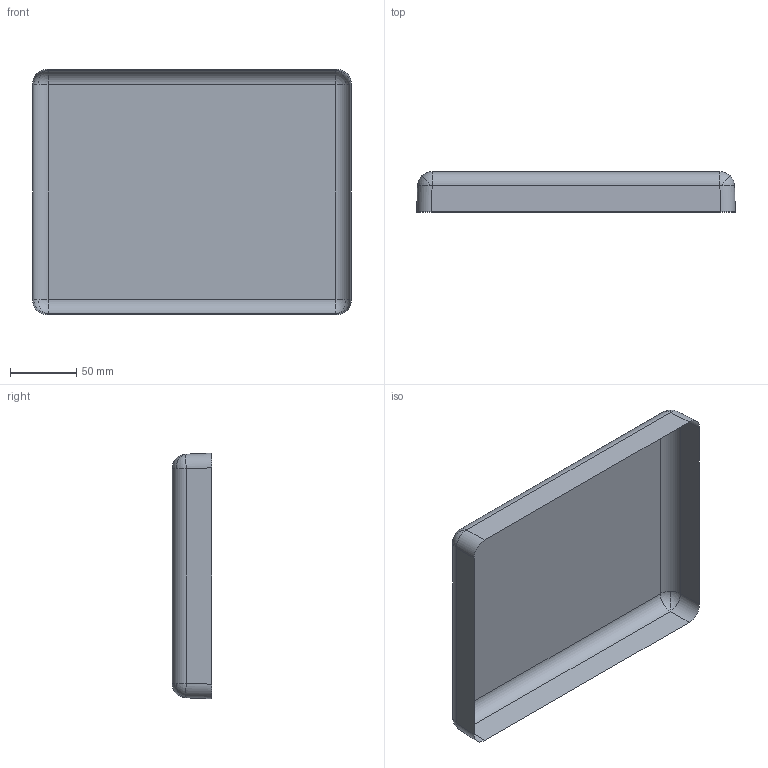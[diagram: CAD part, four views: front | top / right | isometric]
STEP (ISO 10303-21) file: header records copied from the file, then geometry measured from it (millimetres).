
FILE_DESCRIPTION (( 'STEP AP203' ), '1' );
FILE_NAME ('1200_top.STEP', '2005-08-15T18:18:50', ( ' ' ), ( ' ' ), 'SwSTEP 2.0', 'SolidWorks 2005143', '' );
FILE_SCHEMA (( 'CONFIG_CONTROL_DESIGN' ));
Length unit declared in the file: inch
Products named in the file (1): 1200_top
Bounding box: 241.04 x 30.23 x 185.67 mm (x, y, z)
Surface area: 65208.5 mm2 (no closed solid volume)
Topology: 0 solids, 1 shells, 21 faces, 64 edges, 40 vertices
Faces by surface type: cylinder 8, sphere 8, plane 5
Entity records: 791 total; most frequent: CARTESIAN_POINT 186, DIRECTION 112, ORIENTED_EDGE 100, EDGE_CURVE 60, AXIS2_PLACEMENT_3D 46, VERTEX_POINT 40, CIRCLE 24, FACE_OUTER_BOUND 21
